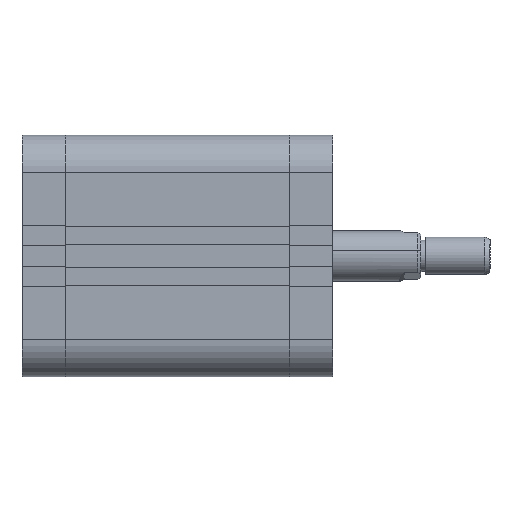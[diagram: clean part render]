
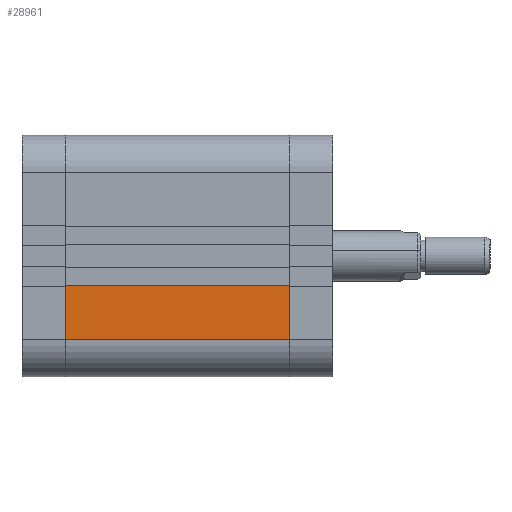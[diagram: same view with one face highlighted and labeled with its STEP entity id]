
A CAD part, front view. The second image highlights one B-rep face of the part: STEP entity #28961.
In plain terms, the highlighted planar face has unit normal (0, -1, 0).
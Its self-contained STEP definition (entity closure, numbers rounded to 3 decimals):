
#536 = DIRECTION ( 'NONE',  ( 0., 0., -1. ) ) ;
#560 = CARTESIAN_POINT ( 'NONE',  ( 0., -38.5, -26.5 ) ) ;
#1537 = LINE ( 'NONE', #1884, #26105 ) ;
#1663 = VERTEX_POINT ( 'NONE', #4710 ) ;
#1884 = CARTESIAN_POINT ( 'NONE',  ( 71.501, -38.5, -9.3 ) ) ;
#3339 = CARTESIAN_POINT ( 'NONE',  ( 0., -38.5, -38.5 ) ) ;
#3854 = LINE ( 'NONE', #20245, #16692 ) ;
#4224 = PLANE ( 'NONE',  #20530 ) ;
#4710 = CARTESIAN_POINT ( 'NONE',  ( 71.5, -38.5, -26.5 ) ) ;
#4784 = CARTESIAN_POINT ( 'NONE',  ( 0., -38.5, -9.3 ) ) ;
#6196 = DIRECTION ( 'NONE',  ( 0., 0., 1. ) ) ;
#8108 = CARTESIAN_POINT ( 'NONE',  ( 71.5, -38.5, -9.3 ) ) ;
#9279 = EDGE_CURVE ( 'NONE', #11249, #28898, #16734, .T. ) ;
#9370 = FACE_OUTER_BOUND ( 'NONE', #23083, .T. ) ;
#11249 = VERTEX_POINT ( 'NONE', #4784 ) ;
#11354 = DIRECTION ( 'NONE',  ( 1., 0., 0. ) ) ;
#12786 = VECTOR ( 'NONE', #11354, 1000. ) ;
#13083 = EDGE_CURVE ( 'NONE', #28898, #1663, #27386, .T. ) ;
#13991 = CARTESIAN_POINT ( 'NONE',  ( 71.5, -38.5, -26.5 ) ) ;
#14579 = ORIENTED_EDGE ( 'NONE', *, *, #14736, .F. ) ;
#14736 = EDGE_CURVE ( 'NONE', #19850, #1663, #3854, .T. ) ;
#16692 = VECTOR ( 'NONE', #27498, 1000. ) ;
#16734 = LINE ( 'NONE', #3339, #18319 ) ;
#18319 = VECTOR ( 'NONE', #536, 1000. ) ;
#19850 = VERTEX_POINT ( 'NONE', #8108 ) ;
#20245 = CARTESIAN_POINT ( 'NONE',  ( 71.5, -38.5, -38.5 ) ) ;
#20530 = AXIS2_PLACEMENT_3D ( 'NONE', #25567, #22740, #6196 ) ;
#21647 = ORIENTED_EDGE ( 'NONE', *, *, #9279, .T. ) ;
#22740 = DIRECTION ( 'NONE',  ( 0., 1., 0. ) ) ;
#22938 = ORIENTED_EDGE ( 'NONE', *, *, #24782, .T. ) ;
#23083 = EDGE_LOOP ( 'NONE', ( #22938, #21647, #27286, #14579 ) ) ;
#24782 = EDGE_CURVE ( 'NONE', #19850, #11249, #1537, .T. ) ;
#25567 = CARTESIAN_POINT ( 'NONE',  ( 71.5, -38.5, -38.5 ) ) ;
#26105 = VECTOR ( 'NONE', #28332, 1000. ) ;
#27286 = ORIENTED_EDGE ( 'NONE', *, *, #13083, .T. ) ;
#27386 = LINE ( 'NONE', #13991, #12786 ) ;
#27498 = DIRECTION ( 'NONE',  ( 0., 0., -1. ) ) ;
#28332 = DIRECTION ( 'NONE',  ( -1., 0., 0. ) ) ;
#28898 = VERTEX_POINT ( 'NONE', #560 ) ;
#28961 = ADVANCED_FACE ( 'NONE', ( #9370 ), #4224, .F. ) ;
